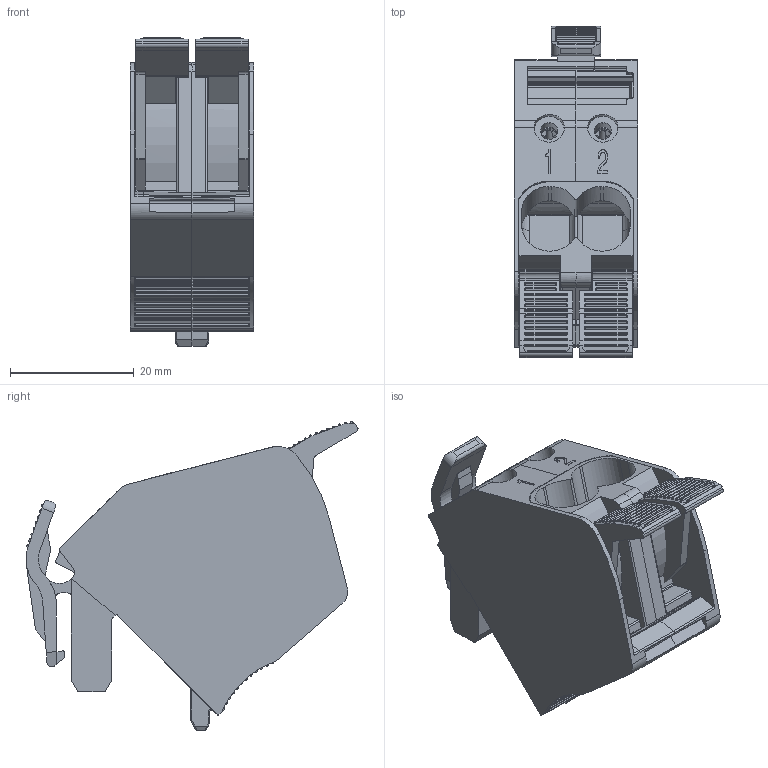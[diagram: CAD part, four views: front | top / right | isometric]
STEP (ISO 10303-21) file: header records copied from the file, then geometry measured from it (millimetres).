
FILE_DESCRIPTION(('CATIA V5 STEP Exchange','CAx-IF Rec.Pracs.--- Model Styling and Organization---1.4--- 2014-01-23'),'2;1');
FILE_NAME ('1103933-2_3', '2022-09-27T08:12:27+00:00', ('none'), ('Weidmueller'), 'CATIA Version 5-6 Release 2016 SP3 HF44', 'CATIA V5 STEP AP214', 'none');
FILE_SCHEMA(('AUTOMOTIVE_DESIGN { 1 0 10303 214 1 1 1 1 }'));
Length unit declared in the file: millimetre
Products named in the file (1): 2663420000_AAC_50-185_2X10
Bounding box: 20 x 53.57 x 49.8 mm (x, y, z)
Volume: 21958.1 mm3; surface area: 14949.8 mm2
Topology: 5 solids, 8 shells, 1481 faces, 4100 edges, 2475 vertices
Faces by surface type: plane 651, cylinder 558, sphere 200, extrusion 38, bspline 16, cone 12, torus 6
Entity records: 47604 total; most frequent: CARTESIAN_POINT 11645, ORIENTED_EDGE 7802, DIRECTION 5856, EDGE_CURVE 3901, VERTEX_POINT 2475, VECTOR 2397, LINE 2359, AXIS2_PLACEMENT_3D 2226
